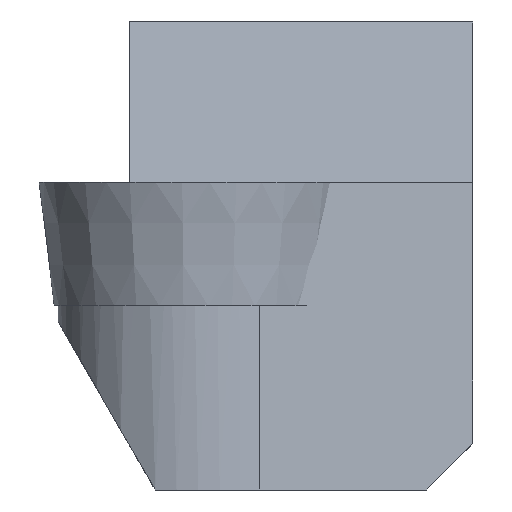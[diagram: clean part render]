
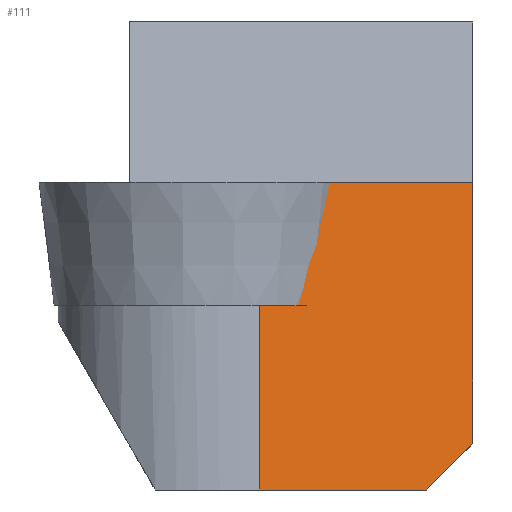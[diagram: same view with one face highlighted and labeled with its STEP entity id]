
A CAD part, left-side view. The second image highlights one B-rep face of the part: STEP entity #111.
In plain terms, the highlighted planar face has unit normal (-0.864, -0.503, 0).
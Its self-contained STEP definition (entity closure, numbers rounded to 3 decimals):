
#111=ADVANCED_FACE('',(#157),#140,.T.);
#140=PLANE('',#531);
#157=FACE_OUTER_BOUND('',#170,.T.);
#170=EDGE_LOOP('',(#219,#220,#221,#222,#223));
#219=ORIENTED_EDGE('',*,*,#389,.T.);
#220=ORIENTED_EDGE('',*,*,#390,.T.);
#221=ORIENTED_EDGE('',*,*,#391,.T.);
#222=ORIENTED_EDGE('',*,*,#392,.T.);
#223=ORIENTED_EDGE('',*,*,#393,.F.);
#343=VERTEX_POINT('',#728);
#344=VERTEX_POINT('',#729);
#345=VERTEX_POINT('',#731);
#346=VERTEX_POINT('',#733);
#347=VERTEX_POINT('',#735);
#389=EDGE_CURVE('',#343,#344,#451,.T.);
#390=EDGE_CURVE('',#344,#345,#452,.T.);
#391=EDGE_CURVE('',#345,#346,#453,.T.);
#392=EDGE_CURVE('',#346,#347,#454,.T.);
#393=EDGE_CURVE('',#343,#347,#455,.T.);
#451=LINE('',#727,#492);
#452=LINE('',#730,#493);
#453=LINE('',#732,#494);
#454=LINE('',#734,#495);
#455=LINE('',#736,#496);
#492=VECTOR('',#586,1.);
#493=VECTOR('',#587,1.);
#494=VECTOR('',#588,1.);
#495=VECTOR('',#589,1.);
#496=VECTOR('',#590,1.);
#531=AXIS2_PLACEMENT_3D('',#737,#591,#592);
#586=DIRECTION('',(-0.503,0.864,0.));
#587=DIRECTION('',(0.,0.,-1.));
#588=DIRECTION('',(0.503,-0.864,0.));
#589=DIRECTION('',(0.381,-0.654,0.654));
#590=DIRECTION('',(0.,0.,-1.));
#591=DIRECTION('',(-0.864,-0.503,0.));
#592=DIRECTION('',(-0.503,0.864,0.));
#727=CARTESIAN_POINT('',(8.371,-14.327,-0.01));
#728=CARTESIAN_POINT('',(5.223,-8.924,-0.01));
#729=CARTESIAN_POINT('',(1.245,-2.097,-0.01));
#730=CARTESIAN_POINT('',(1.245,-2.097,10.13));
#731=CARTESIAN_POINT('',(1.245,-2.097,-9.87));
#732=CARTESIAN_POINT('',(1.245,-2.097,-9.87));
#733=CARTESIAN_POINT('',(4.349,-7.424,-9.87));
#734=CARTESIAN_POINT('',(10.827,-18.543,1.249));
#735=CARTESIAN_POINT('',(5.223,-8.924,-8.37));
#736=CARTESIAN_POINT('',(5.223,-8.924,5.13));
#737=CARTESIAN_POINT('',(1.245,-2.097,10.13));
